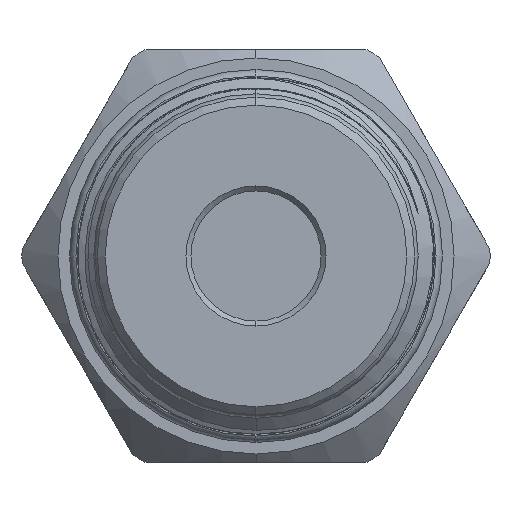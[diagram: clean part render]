
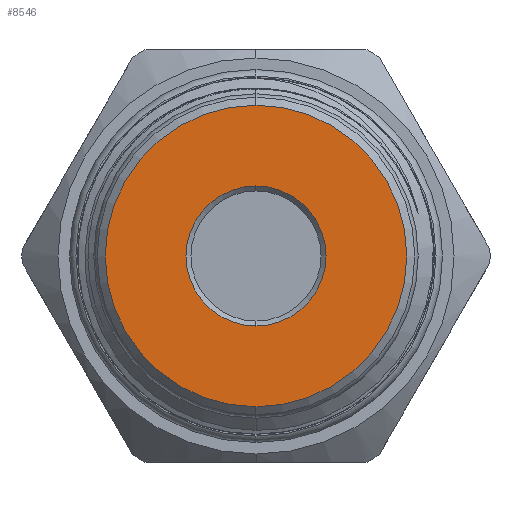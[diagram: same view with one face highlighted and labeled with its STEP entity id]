
A CAD part, left-side view. The second image highlights one B-rep face of the part: STEP entity #8546.
In plain terms, the highlighted planar face has unit normal (-1, 0, 0).
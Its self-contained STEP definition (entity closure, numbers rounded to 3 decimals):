
#329 = CARTESIAN_POINT ( 'NONE',  ( -7.9, 0., 15.075 ) ) ;
#463 = CARTESIAN_POINT ( 'NONE',  ( -7.9, 0., -15.075 ) ) ;
#841 = CARTESIAN_POINT ( 'NONE',  ( -7.9, 0., 0. ) ) ;
#913 = DIRECTION ( 'NONE',  ( 0., 0., -1. ) ) ;
#1083 = DIRECTION ( 'NONE',  ( 1., 0., 0. ) ) ;
#1279 = AXIS2_PLACEMENT_3D ( 'NONE', #841, #12473, #13745 ) ;
#1292 = AXIS2_PLACEMENT_3D ( 'NONE', #11114, #5949, #1851 ) ;
#1627 = ORIENTED_EDGE ( 'NONE', *, *, #12214, .T. ) ;
#1851 = DIRECTION ( 'NONE',  ( 0., 0., -1. ) ) ;
#2113 = EDGE_CURVE ( 'NONE', #11231, #14711, #16506, .T. ) ;
#2664 = AXIS2_PLACEMENT_3D ( 'NONE', #10209, #13934, #6193 ) ;
#3025 = ORIENTED_EDGE ( 'NONE', *, *, #6752, .T. ) ;
#3038 = CARTESIAN_POINT ( 'NONE',  ( -7.9, 0., 7. ) ) ;
#3099 = AXIS2_PLACEMENT_3D ( 'NONE', #5594, #4253, #13229 ) ;
#3553 = FACE_OUTER_BOUND ( 'NONE', #4562, .T. ) ;
#3713 = PLANE ( 'NONE',  #2664 ) ;
#3862 = EDGE_LOOP ( 'NONE', ( #12179, #8682 ) ) ;
#4181 = VERTEX_POINT ( 'NONE', #329 ) ;
#4253 = DIRECTION ( 'NONE',  ( 1., 0., 0. ) ) ;
#4562 = EDGE_LOOP ( 'NONE', ( #3025, #1627 ) ) ;
#5594 = CARTESIAN_POINT ( 'NONE',  ( -7.9, 0., 0. ) ) ;
#5949 = DIRECTION ( 'NONE',  ( -1., 0., 0. ) ) ;
#6193 = DIRECTION ( 'NONE',  ( 0., 0., -1. ) ) ;
#6752 = EDGE_CURVE ( 'NONE', #16022, #4181, #14664, .T. ) ;
#7289 = CARTESIAN_POINT ( 'NONE',  ( -7.9, 0., 0. ) ) ;
#7583 = AXIS2_PLACEMENT_3D ( 'NONE', #7289, #1083, #913 ) ;
#8546 = ADVANCED_FACE ( 'NONE', ( #9043, #3553 ), #3713, .F. ) ;
#8682 = ORIENTED_EDGE ( 'NONE', *, *, #10526, .T. ) ;
#9027 = CIRCLE ( 'NONE', #3099, 7. ) ;
#9043 = FACE_BOUND ( 'NONE', #3862, .T. ) ;
#10209 = CARTESIAN_POINT ( 'NONE',  ( -7.9, 0., 0. ) ) ;
#10526 = EDGE_CURVE ( 'NONE', #14711, #11231, #9027, .T. ) ;
#11114 = CARTESIAN_POINT ( 'NONE',  ( -7.9, 0., 0. ) ) ;
#11215 = CIRCLE ( 'NONE', #1292, 15.075 ) ;
#11231 = VERTEX_POINT ( 'NONE', #3038 ) ;
#11666 = CARTESIAN_POINT ( 'NONE',  ( -7.9, 0., -7. ) ) ;
#12179 = ORIENTED_EDGE ( 'NONE', *, *, #2113, .T. ) ;
#12214 = EDGE_CURVE ( 'NONE', #4181, #16022, #11215, .T. ) ;
#12473 = DIRECTION ( 'NONE',  ( -1., 0., 0. ) ) ;
#13229 = DIRECTION ( 'NONE',  ( 0., 0., -1. ) ) ;
#13745 = DIRECTION ( 'NONE',  ( 0., 0., -1. ) ) ;
#13934 = DIRECTION ( 'NONE',  ( 1., 0., 0. ) ) ;
#14664 = CIRCLE ( 'NONE', #1279, 15.075 ) ;
#14711 = VERTEX_POINT ( 'NONE', #11666 ) ;
#16022 = VERTEX_POINT ( 'NONE', #463 ) ;
#16506 = CIRCLE ( 'NONE', #7583, 7. ) ;
